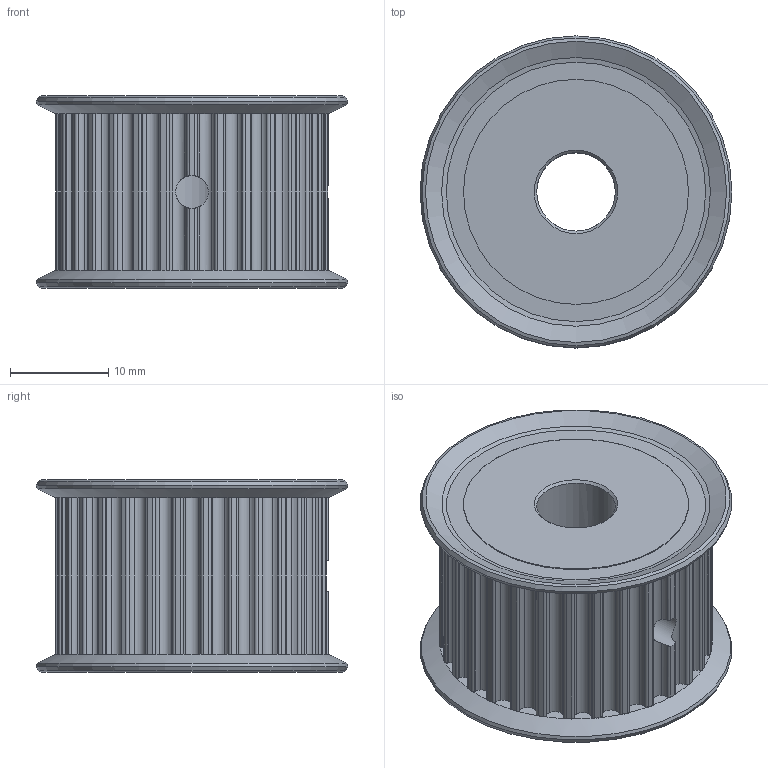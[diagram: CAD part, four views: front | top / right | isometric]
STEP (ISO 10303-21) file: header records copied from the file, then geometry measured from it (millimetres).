
FILE_DESCRIPTION(/* description */ (''),/* implementation_level */ '2;1');
FILE_NAME(/* name */ 'HW2981WC-HTD3M 15mm Belt Pulley 30T 8mm Bore.step',/* time_stamp */ '2022-09-19T15:20:15+01:00',/* author */ (''),/* organization */ (''),/* preprocessor_version */ 'ST-DEVELOPER v19',/* originating_system */ 'Autodesk Translation Framework v11.7.0.108',/* authorisation */ '');
FILE_SCHEMA (('AUTOMOTIVE_DESIGN { 1 0 10303 214 3 1 1 }'));
Length unit declared in the file: millimetre
Products named in the file (1): HW2981WC
Bounding box: 31.79 x 31.79 x 19.59 mm (x, y, z)
Volume: 9447.1 mm3; surface area: 4704.2 mm2
Topology: 1 solids, 1 shells, 397 faces, 1066 edges, 671 vertices
Faces by surface type: cylinder 259, plane 124, cone 14
Full cylindrical faces by diameter (mm): 3.332 x2, 8 x1, 22.938 x2
Entity records: 13026 total; most frequent: DIRECTION 2575, CARTESIAN_POINT 2447, ORIENTED_EDGE 2132, AXIS2_PLACEMENT_3D 1150, EDGE_CURVE 1066, CIRCLE 752, VERTEX_POINT 671, EDGE_LOOP 403
